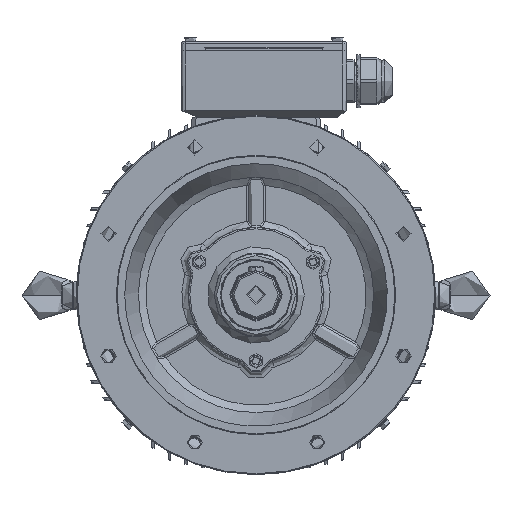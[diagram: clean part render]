
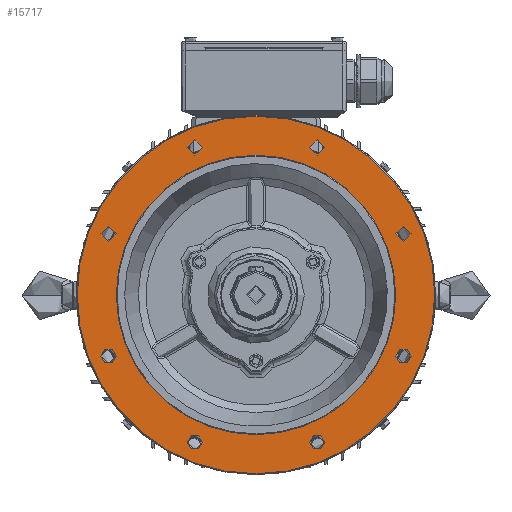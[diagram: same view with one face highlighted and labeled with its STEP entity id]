
A CAD part, top view. The second image highlights one B-rep face of the part: STEP entity #15717.
In plain terms, the highlighted planar face has unit normal (0, 0, 1).
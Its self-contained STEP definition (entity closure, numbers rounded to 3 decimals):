
#8494=FACE_BOUND('',#27209,.T.);
#8495=FACE_BOUND('',#27210,.T.);
#8496=FACE_BOUND('',#27211,.T.);
#8497=FACE_BOUND('',#27212,.T.);
#8498=FACE_BOUND('',#27213,.T.);
#8499=FACE_BOUND('',#27214,.T.);
#8500=FACE_BOUND('',#27215,.T.);
#8501=FACE_BOUND('',#27216,.T.);
#8502=FACE_BOUND('',#27217,.T.);
#8503=FACE_BOUND('',#27218,.T.);
#11477=PLANE('',#98610);
#15717=ADVANCED_FACE('',(#8494,#8495,#8496,#8497,#8498,#8499,#8500,#8501,
#8502,#8503),#11477,.F.);
#27209=EDGE_LOOP('',(#66605));
#27210=EDGE_LOOP('',(#66606));
#27211=EDGE_LOOP('',(#66607));
#27212=EDGE_LOOP('',(#66608));
#27213=EDGE_LOOP('',(#66609,#66610));
#27214=EDGE_LOOP('',(#66611,#66612));
#27215=EDGE_LOOP('',(#66613));
#27216=EDGE_LOOP('',(#66614));
#27217=EDGE_LOOP('',(#66615));
#27218=EDGE_LOOP('',(#66616));
#66605=ORIENTED_EDGE('',*,*,#89239,.F.);
#66606=ORIENTED_EDGE('',*,*,#89240,.F.);
#66607=ORIENTED_EDGE('',*,*,#89241,.F.);
#66608=ORIENTED_EDGE('',*,*,#89242,.F.);
#66609=ORIENTED_EDGE('',*,*,#89243,.T.);
#66610=ORIENTED_EDGE('',*,*,#89244,.T.);
#66611=ORIENTED_EDGE('',*,*,#89245,.F.);
#66612=ORIENTED_EDGE('',*,*,#89246,.F.);
#66613=ORIENTED_EDGE('',*,*,#89247,.F.);
#66614=ORIENTED_EDGE('',*,*,#89248,.F.);
#66615=ORIENTED_EDGE('',*,*,#89249,.F.);
#66616=ORIENTED_EDGE('',*,*,#89250,.F.);
#77191=VERTEX_POINT('',#164901);
#77192=VERTEX_POINT('',#164903);
#77193=VERTEX_POINT('',#164905);
#77194=VERTEX_POINT('',#164907);
#77195=VERTEX_POINT('',#164909);
#77196=VERTEX_POINT('',#164910);
#77197=VERTEX_POINT('',#164913);
#77198=VERTEX_POINT('',#164914);
#77199=VERTEX_POINT('',#164917);
#77200=VERTEX_POINT('',#164919);
#77201=VERTEX_POINT('',#164921);
#77202=VERTEX_POINT('',#164923);
#89239=EDGE_CURVE('',#77191,#77191,#92421,.T.);
#89240=EDGE_CURVE('',#77192,#77192,#92422,.T.);
#89241=EDGE_CURVE('',#77193,#77193,#92423,.T.);
#89242=EDGE_CURVE('',#77194,#77194,#92424,.T.);
#89243=EDGE_CURVE('',#77195,#77196,#92425,.T.);
#89244=EDGE_CURVE('',#77196,#77195,#92426,.T.);
#89245=EDGE_CURVE('',#77197,#77198,#92427,.T.);
#89246=EDGE_CURVE('',#77198,#77197,#92428,.T.);
#89247=EDGE_CURVE('',#77199,#77199,#92429,.T.);
#89248=EDGE_CURVE('',#77200,#77200,#92430,.T.);
#89249=EDGE_CURVE('',#77201,#77201,#92431,.T.);
#89250=EDGE_CURVE('',#77202,#77202,#92432,.T.);
#92421=CIRCLE('',#98598,9.5);
#92422=CIRCLE('',#98599,9.5);
#92423=CIRCLE('',#98600,9.5);
#92424=CIRCLE('',#98601,9.5);
#92425=CIRCLE('',#98602,224.);
#92426=CIRCLE('',#98603,224.);
#92427=CIRCLE('',#98604,175.);
#92428=CIRCLE('',#98605,175.);
#92429=CIRCLE('',#98606,9.5);
#92430=CIRCLE('',#98607,9.5);
#92431=CIRCLE('',#98608,9.5);
#92432=CIRCLE('',#98609,9.5);
#98598=AXIS2_PLACEMENT_3D('',#164900,#118674,#118675);
#98599=AXIS2_PLACEMENT_3D('',#164902,#118676,#118677);
#98600=AXIS2_PLACEMENT_3D('',#164904,#118678,#118679);
#98601=AXIS2_PLACEMENT_3D('',#164906,#118680,#118681);
#98602=AXIS2_PLACEMENT_3D('',#164908,#118682,#118683);
#98603=AXIS2_PLACEMENT_3D('',#164911,#118684,#118685);
#98604=AXIS2_PLACEMENT_3D('',#164912,#118686,#118687);
#98605=AXIS2_PLACEMENT_3D('',#164915,#118688,#118689);
#98606=AXIS2_PLACEMENT_3D('',#164916,#118690,#118691);
#98607=AXIS2_PLACEMENT_3D('',#164918,#118692,#118693);
#98608=AXIS2_PLACEMENT_3D('',#164920,#118694,#118695);
#98609=AXIS2_PLACEMENT_3D('',#164922,#118696,#118697);
#98610=AXIS2_PLACEMENT_3D('',#164924,#118698,#118699);
#118674=DIRECTION('',(0.,0.,1.));
#118675=DIRECTION('',(-1.,0.,0.));
#118676=DIRECTION('',(0.,0.,1.));
#118677=DIRECTION('',(-1.,0.,0.));
#118678=DIRECTION('',(0.,0.,1.));
#118679=DIRECTION('',(-1.,0.,0.));
#118680=DIRECTION('',(0.,0.,1.));
#118681=DIRECTION('',(-1.,0.,0.));
#118682=DIRECTION('',(0.,0.,1.));
#118683=DIRECTION('',(1.,0.,0.));
#118684=DIRECTION('',(0.,0.,1.));
#118685=DIRECTION('',(1.,0.,0.));
#118686=DIRECTION('',(0.,0.,1.));
#118687=DIRECTION('',(-1.,0.,0.));
#118688=DIRECTION('',(0.,0.,1.));
#118689=DIRECTION('',(-1.,0.,0.));
#118690=DIRECTION('',(0.,0.,1.));
#118691=DIRECTION('',(-1.,0.,0.));
#118692=DIRECTION('',(0.,0.,1.));
#118693=DIRECTION('',(-1.,0.,0.));
#118694=DIRECTION('',(0.,0.,1.));
#118695=DIRECTION('',(-1.,0.,0.));
#118696=DIRECTION('',(0.,0.,1.));
#118697=DIRECTION('',(-1.,0.,0.));
#118698=DIRECTION('',(0.,0.,-1.));
#118699=DIRECTION('',(-1.,0.,0.));
#164900=CARTESIAN_POINT('',(178.497,90.715,570.393));
#164901=CARTESIAN_POINT('',(168.997,90.715,570.393));
#164902=CARTESIAN_POINT('',(331.57,90.715,570.393));
#164903=CARTESIAN_POINT('',(322.07,90.715,570.393));
#164904=CARTESIAN_POINT('',(178.497,460.266,570.393));
#164905=CARTESIAN_POINT('',(168.997,460.266,570.393));
#164906=CARTESIAN_POINT('',(331.57,460.266,570.393));
#164907=CARTESIAN_POINT('',(322.07,460.266,570.393));
#164908=CARTESIAN_POINT('',(255.034,275.49,570.393));
#164909=CARTESIAN_POINT('',(479.034,275.49,570.393));
#164910=CARTESIAN_POINT('',(31.034,275.49,570.393));
#164911=CARTESIAN_POINT('',(255.034,275.49,570.393));
#164912=CARTESIAN_POINT('',(255.034,275.49,570.393));
#164913=CARTESIAN_POINT('',(80.034,275.49,570.393));
#164914=CARTESIAN_POINT('',(430.034,275.49,570.393));
#164915=CARTESIAN_POINT('',(255.034,275.49,570.393));
#164916=CARTESIAN_POINT('',(439.809,352.027,570.393));
#164917=CARTESIAN_POINT('',(430.309,352.027,570.393));
#164918=CARTESIAN_POINT('',(439.809,198.954,570.393));
#164919=CARTESIAN_POINT('',(430.309,198.954,570.393));
#164920=CARTESIAN_POINT('',(70.258,352.027,570.393));
#164921=CARTESIAN_POINT('',(60.758,352.027,570.393));
#164922=CARTESIAN_POINT('',(70.258,198.954,570.393));
#164923=CARTESIAN_POINT('',(60.758,198.954,570.393));
#164924=CARTESIAN_POINT('',(255.034,100.49,570.393));
